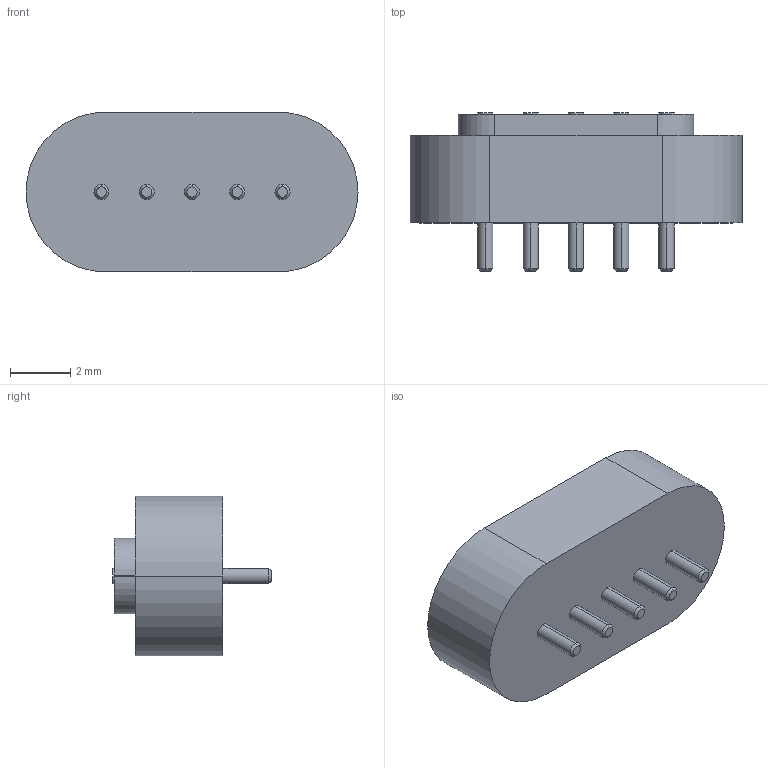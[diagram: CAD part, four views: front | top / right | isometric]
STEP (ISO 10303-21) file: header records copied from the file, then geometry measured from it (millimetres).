
FILE_DESCRIPTION (( 'STEP AP214' ), '1' );
FILE_NAME ('XNT_005MF_05A_CONN.STEP', '2019-09-26T00:07:59', ( '' ), ( '' ), 'SwSTEP 2.0', 'SolidWorks 2019', '' );
FILE_SCHEMA (( 'AUTOMOTIVE_DESIGN' ));
Length unit declared in the file: millimetre
Products named in the file (1): XNT_005MF_05A_CONN
Bounding box: 11 x 5.25 x 5.3 mm (x, y, z)
Volume: 166 mm3; surface area: 211.4 mm2
Topology: 1 solids, 1 shells, 57 faces, 122 edges, 78 vertices
Faces by surface type: cylinder 28, plane 19, cone 10
Entity records: 2223 total; most frequent: DIRECTION 304, CARTESIAN_POINT 258, ORIENTED_EDGE 244, AXIS2_PLACEMENT_3D 124, EDGE_CURVE 122, VERTEX_POINT 78, EDGE_LOOP 68, CIRCLE 66
